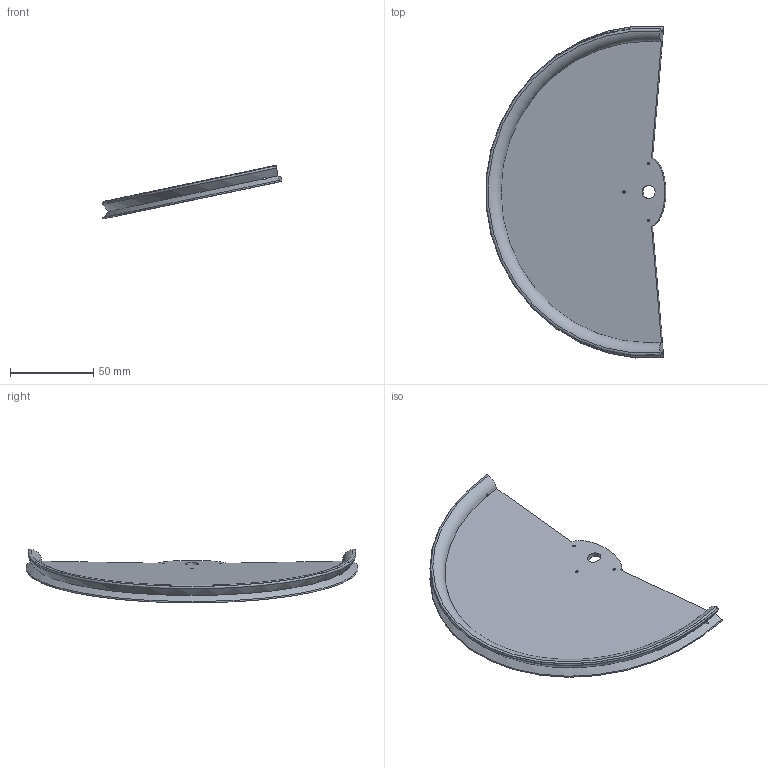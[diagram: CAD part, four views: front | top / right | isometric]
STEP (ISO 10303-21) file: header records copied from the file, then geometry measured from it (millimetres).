
FILE_DESCRIPTION(('FreeCAD Model'),'2;1');
FILE_NAME('Open CASCADE Shape Model','2025-11-27T08:33:00',(''),(''), 'Open CASCADE STEP processor 7.9','FreeCAD','Unknown');
FILE_SCHEMA(('AUTOMOTIVE_DESIGN { 1 0 10303 214 1 1 1 1 }'));
Length unit declared in the file: millimetre
Products named in the file (1): Pinion
Bounding box: 107.92 x 199.26 x 32.16 mm (x, y, z)
Volume: 60994.2 mm3; surface area: 39453.9 mm2
Topology: 1 solids, 1 shells, 18 faces, 62 edges, 40 vertices
Faces by surface type: cylinder 6, plane 4, torus 4, cone 3, extrusion 1
Full cylindrical faces by diameter (mm): 1.5 x5, 8 x1
Entity records: 1180 total; most frequent: CARTESIAN_POINT 608, ORIENTED_EDGE 116, DIRECTION 115, EDGE_CURVE 58, AXIS2_PLACEMENT_3D 49, VERTEX_POINT 40, FACE_BOUND 28, EDGE_LOOP 28
